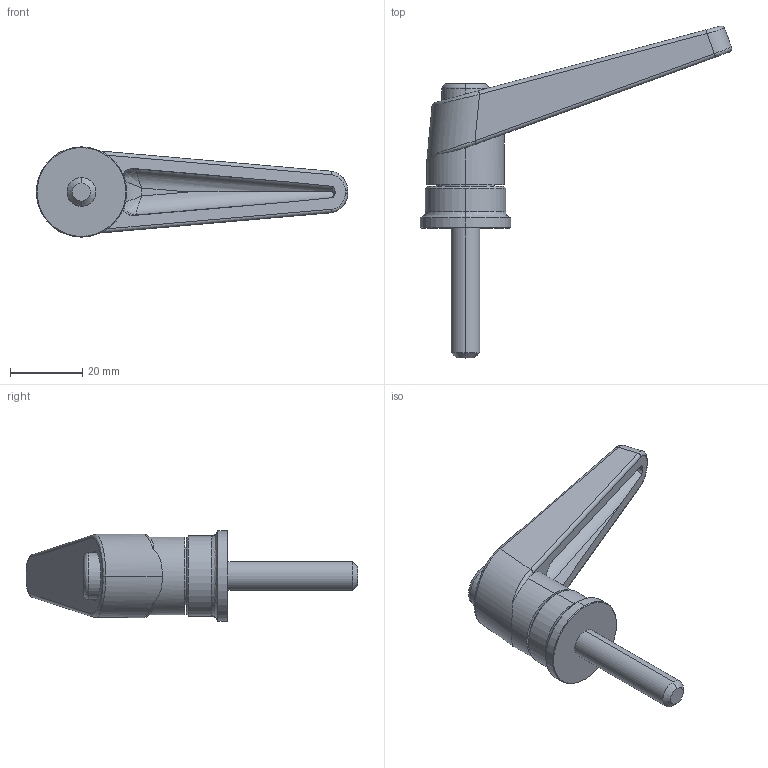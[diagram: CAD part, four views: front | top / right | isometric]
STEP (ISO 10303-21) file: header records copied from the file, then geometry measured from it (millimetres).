
FILE_DESCRIPTION(('STEP AP214'),'1');
FILE_NAME('HALDERN_EH_24420_1152.stp','2014-05-22T13:26:04',('TraceParts'),('TraceParts S.A.'),'XStep 1.0',' ',' ');
FILE_SCHEMA(('automotive_design'));
Length unit declared in the file: millimetre
Products named in the file (2): EH_24420_1152|EH_24420_1152-01;Imported1; EH_24420_1152|EH_24420_1152-02;Imported1
Bounding box: 86.22 x 91.94 x 25 mm (x, y, z)
Volume: 24907.9 mm3; surface area: 10781.7 mm2
Topology: 2 solids, 2 shells, 87 faces, 205 edges, 126 vertices
Faces by surface type: cylinder 34, plane 26, bspline 19, cone 8
Entity records: 6157 total; most frequent: CARTESIAN_POINT 1950, STYLED_ITEM 418, PRESENTATION_STYLE_ASSIGNMENT 418, COLOUR_RGB 418, ORIENTED_EDGE 406, DIRECTION 333, EDGE_CURVE 203, CURVE_STYLE 203
